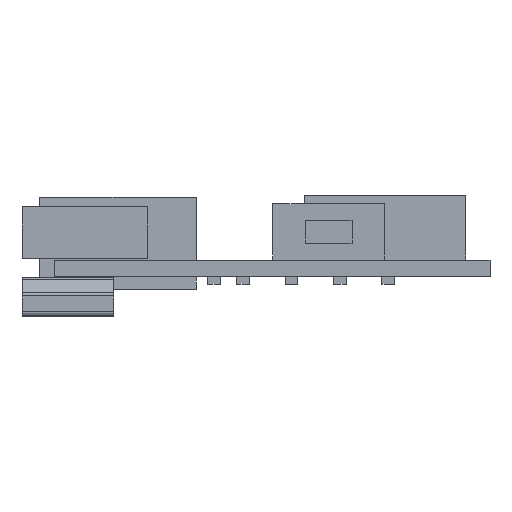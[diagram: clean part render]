
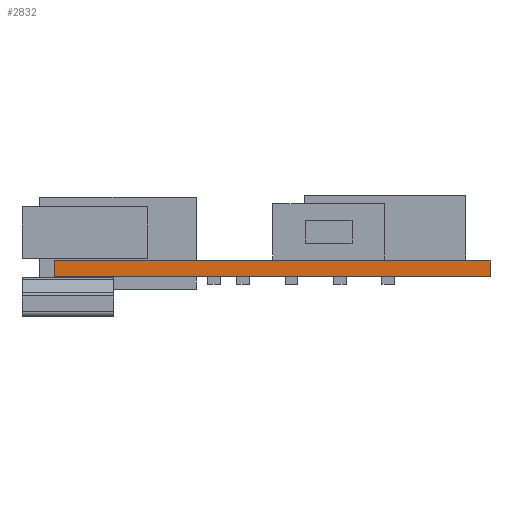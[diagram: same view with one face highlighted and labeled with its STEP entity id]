
A CAD part, left-side view. The second image highlights one B-rep face of the part: STEP entity #2832.
In plain terms, the highlighted planar face has unit normal (-1, 0, 0).
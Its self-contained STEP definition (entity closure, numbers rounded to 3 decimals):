
#226 = ORIENTED_EDGE ( 'NONE', *, *, #766, .T. ) ;
#242 = VECTOR ( 'NONE', #2515, 1000. ) ;
#280 = LINE ( 'NONE', #2127, #1418 ) ;
#339 = VERTEX_POINT ( 'NONE', #2468 ) ;
#363 = CARTESIAN_POINT ( 'NONE',  ( -71.9, -27., 1. ) ) ;
#454 = EDGE_LOOP ( 'NONE', ( #2148, #1660, #2619, #226 ) ) ;
#590 = CARTESIAN_POINT ( 'NONE',  ( -71.9, -27., 1. ) ) ;
#615 = FACE_OUTER_BOUND ( 'NONE', #454, .T. ) ;
#766 = EDGE_CURVE ( 'NONE', #1043, #2339, #1539, .T. ) ;
#809 = LINE ( 'NONE', #590, #242 ) ;
#890 = VECTOR ( 'NONE', #2160, 1000. ) ;
#911 = DIRECTION ( 'NONE',  ( 0., -1., 0. ) ) ;
#1031 = CARTESIAN_POINT ( 'NONE',  ( -71.9, -27., 0. ) ) ;
#1043 = VERTEX_POINT ( 'NONE', #1073 ) ;
#1068 = CARTESIAN_POINT ( 'NONE',  ( -71.9, -27., 1. ) ) ;
#1073 = CARTESIAN_POINT ( 'NONE',  ( -71.9, 0., 1. ) ) ;
#1319 = DIRECTION ( 'NONE',  ( 0., 0., -1. ) ) ;
#1418 = VECTOR ( 'NONE', #911, 1000. ) ;
#1539 = LINE ( 'NONE', #3132, #890 ) ;
#1660 = ORIENTED_EDGE ( 'NONE', *, *, #2874, .F. ) ;
#1684 = CARTESIAN_POINT ( 'NONE',  ( -71.9, 0., 0. ) ) ;
#1898 = VERTEX_POINT ( 'NONE', #1031 ) ;
#2049 = EDGE_CURVE ( 'NONE', #1043, #339, #809, .T. ) ;
#2127 = CARTESIAN_POINT ( 'NONE',  ( -71.9, -27., 0. ) ) ;
#2148 = ORIENTED_EDGE ( 'NONE', *, *, #2259, .T. ) ;
#2160 = DIRECTION ( 'NONE',  ( 0., 0., -1. ) ) ;
#2187 = AXIS2_PLACEMENT_3D ( 'NONE', #1068, #2759, #1319 ) ;
#2259 = EDGE_CURVE ( 'NONE', #2339, #1898, #280, .T. ) ;
#2291 = DIRECTION ( 'NONE',  ( 0., 0., -1. ) ) ;
#2309 = VECTOR ( 'NONE', #2291, 1000. ) ;
#2339 = VERTEX_POINT ( 'NONE', #1684 ) ;
#2390 = LINE ( 'NONE', #363, #2309 ) ;
#2468 = CARTESIAN_POINT ( 'NONE',  ( -71.9, -27., 1. ) ) ;
#2515 = DIRECTION ( 'NONE',  ( 0., -1., 0. ) ) ;
#2522 = PLANE ( 'NONE',  #2187 ) ;
#2619 = ORIENTED_EDGE ( 'NONE', *, *, #2049, .F. ) ;
#2759 = DIRECTION ( 'NONE',  ( 1., 0., 0. ) ) ;
#2832 = ADVANCED_FACE ( 'NONE', ( #615 ), #2522, .F. ) ;
#2874 = EDGE_CURVE ( 'NONE', #339, #1898, #2390, .T. ) ;
#3132 = CARTESIAN_POINT ( 'NONE',  ( -71.9, 0., 1. ) ) ;
